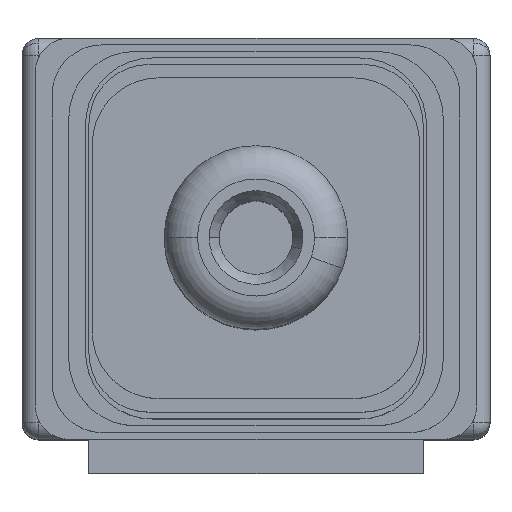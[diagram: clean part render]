
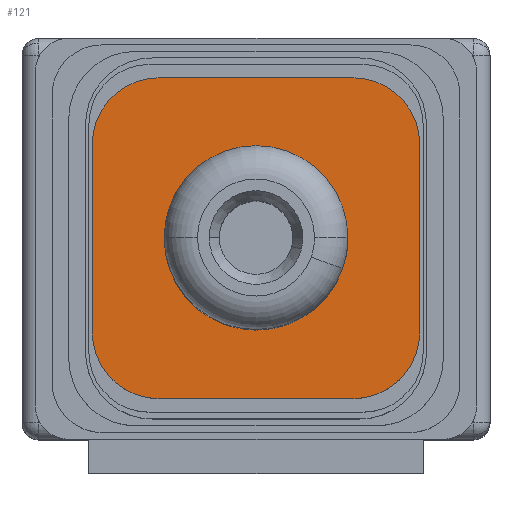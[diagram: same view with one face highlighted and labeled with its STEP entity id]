
A CAD part, top view. The second image highlights one B-rep face of the part: STEP entity #121.
In plain terms, the highlighted planar face has unit normal (0, 0, 1).
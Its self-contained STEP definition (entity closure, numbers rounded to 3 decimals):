
#35=AXIS2_PLACEMENT_3D('Plane Axis2P3D',#32,#33,#34) ;
#48=AXIS2_PLACEMENT_3D('Circle Axis2P3D',#46,#47,$) ;
#62=AXIS2_PLACEMENT_3D('Circle Axis2P3D',#60,#61,$) ;
#76=AXIS2_PLACEMENT_3D('Circle Axis2P3D',#74,#75,$) ;
#90=AXIS2_PLACEMENT_3D('Circle Axis2P3D',#88,#89,$) ;
#105=AXIS2_PLACEMENT_3D('Circle Axis2P3D',#103,#104,$) ;
#114=AXIS2_PLACEMENT_3D('Circle Axis2P3D',#112,#113,$) ;
#32=CARTESIAN_POINT('Axis2P3D Location',(0.,0.,26.)) ;
#37=CARTESIAN_POINT('Line Origine',(5.,2.2,26.)) ;
#41=CARTESIAN_POINT('Vertex',(2.1,2.2,26.)) ;
#43=CARTESIAN_POINT('Vertex',(7.9,2.2,26.)) ;
#46=CARTESIAN_POINT('Axis2P3D Location',(7.9,4.2,26.)) ;
#50=CARTESIAN_POINT('Vertex',(9.9,4.2,26.)) ;
#53=CARTESIAN_POINT('Line Origine',(9.9,7.,26.)) ;
#57=CARTESIAN_POINT('Vertex',(9.9,9.8,26.)) ;
#60=CARTESIAN_POINT('Axis2P3D Location',(7.9,9.8,26.)) ;
#64=CARTESIAN_POINT('Vertex',(7.9,11.8,26.)) ;
#67=CARTESIAN_POINT('Line Origine',(5.,11.8,26.)) ;
#71=CARTESIAN_POINT('Vertex',(2.1,11.8,26.)) ;
#74=CARTESIAN_POINT('Axis2P3D Location',(2.1,9.8,26.)) ;
#78=CARTESIAN_POINT('Vertex',(0.1,9.8,26.)) ;
#81=CARTESIAN_POINT('Line Origine',(0.1,7.,26.)) ;
#85=CARTESIAN_POINT('Vertex',(0.1,4.2,26.)) ;
#88=CARTESIAN_POINT('Axis2P3D Location',(2.1,4.2,26.)) ;
#103=CARTESIAN_POINT('Axis2P3D Location',(5.,7.,26.)) ;
#107=CARTESIAN_POINT('Vertex',(7.75,7.,26.)) ;
#109=CARTESIAN_POINT('Vertex',(2.25,7.,26.)) ;
#112=CARTESIAN_POINT('Axis2P3D Location',(5.,7.,26.)) ;
#33=DIRECTION('Axis2P3D Direction',(0.,0.,1.)) ;
#34=DIRECTION('Axis2P3D XDirection',(1.,0.,0.)) ;
#38=DIRECTION('Vector Direction',(-1.,0.,0.)) ;
#47=DIRECTION('Axis2P3D Direction',(0.,0.,1.)) ;
#54=DIRECTION('Vector Direction',(0.,-1.,0.)) ;
#61=DIRECTION('Axis2P3D Direction',(0.,0.,1.)) ;
#68=DIRECTION('Vector Direction',(1.,0.,0.)) ;
#75=DIRECTION('Axis2P3D Direction',(0.,0.,1.)) ;
#82=DIRECTION('Vector Direction',(0.,1.,0.)) ;
#89=DIRECTION('Axis2P3D Direction',(0.,0.,1.)) ;
#104=DIRECTION('Axis2P3D Direction',(0.,0.,1.)) ;
#113=DIRECTION('Axis2P3D Direction',(0.,0.,1.)) ;
#39=VECTOR('Line Direction',#38,1.) ;
#55=VECTOR('Line Direction',#54,1.) ;
#69=VECTOR('Line Direction',#68,1.) ;
#83=VECTOR('Line Direction',#82,1.) ;
#94=ORIENTED_EDGE('',*,*,#45,.T.) ;
#95=ORIENTED_EDGE('',*,*,#52,.F.) ;
#96=ORIENTED_EDGE('',*,*,#59,.T.) ;
#97=ORIENTED_EDGE('',*,*,#66,.F.) ;
#98=ORIENTED_EDGE('',*,*,#73,.T.) ;
#99=ORIENTED_EDGE('',*,*,#80,.F.) ;
#100=ORIENTED_EDGE('',*,*,#87,.T.) ;
#101=ORIENTED_EDGE('',*,*,#92,.F.) ;
#118=ORIENTED_EDGE('',*,*,#111,.F.) ;
#119=ORIENTED_EDGE('',*,*,#116,.F.) ;
#120=FACE_BOUND('',#117,.T.) ;
#121=ADVANCED_FACE('PartBody',(#102,#120),#36,.T.) ;
#49=CIRCLE('generated circle',#48,2.) ;
#63=CIRCLE('generated circle',#62,2.) ;
#77=CIRCLE('generated circle',#76,2.) ;
#91=CIRCLE('generated circle',#90,2.) ;
#106=CIRCLE('generated circle',#105,2.75) ;
#115=CIRCLE('generated circle',#114,2.75) ;
#45=EDGE_CURVE('',#42,#44,#40,.F.) ;
#52=EDGE_CURVE('',#51,#44,#49,.F.) ;
#59=EDGE_CURVE('',#51,#58,#56,.F.) ;
#66=EDGE_CURVE('',#65,#58,#63,.F.) ;
#73=EDGE_CURVE('',#65,#72,#70,.F.) ;
#80=EDGE_CURVE('',#79,#72,#77,.F.) ;
#87=EDGE_CURVE('',#79,#86,#84,.F.) ;
#92=EDGE_CURVE('',#42,#86,#91,.F.) ;
#111=EDGE_CURVE('',#108,#110,#106,.T.) ;
#116=EDGE_CURVE('',#110,#108,#115,.T.) ;
#93=EDGE_LOOP('',(#94,#95,#96,#97,#98,#99,#100,#101)) ;
#117=EDGE_LOOP('',(#118,#119)) ;
#102=FACE_OUTER_BOUND('',#93,.T.) ;
#40=LINE('Line',#37,#39) ;
#56=LINE('Line',#53,#55) ;
#70=LINE('Line',#67,#69) ;
#84=LINE('Line',#81,#83) ;
#36=PLANE('',#35) ;
#42=VERTEX_POINT('',#41) ;
#44=VERTEX_POINT('',#43) ;
#51=VERTEX_POINT('',#50) ;
#58=VERTEX_POINT('',#57) ;
#65=VERTEX_POINT('',#64) ;
#72=VERTEX_POINT('',#71) ;
#79=VERTEX_POINT('',#78) ;
#86=VERTEX_POINT('',#85) ;
#108=VERTEX_POINT('',#107) ;
#110=VERTEX_POINT('',#109) ;
